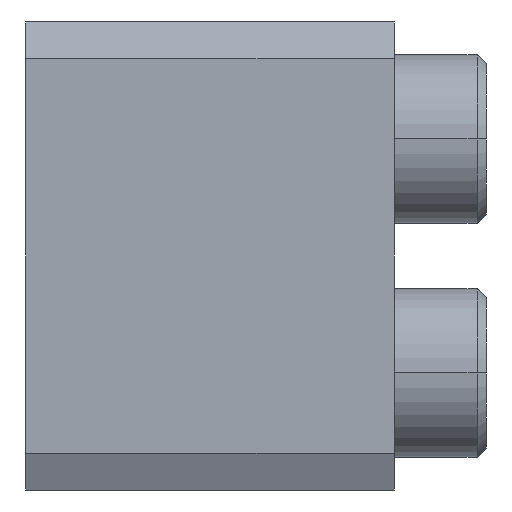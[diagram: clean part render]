
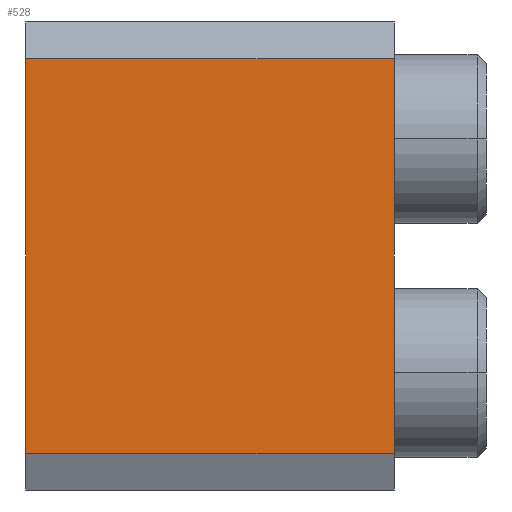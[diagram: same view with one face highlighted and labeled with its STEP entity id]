
A CAD part, left-side view. The second image highlights one B-rep face of the part: STEP entity #528.
In plain terms, the highlighted planar face has unit normal (-1, 0, 0).
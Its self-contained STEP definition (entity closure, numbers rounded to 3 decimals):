
#528=ADVANCED_FACE('',(#1064),#1065,.T.);
#1064=FACE_OUTER_BOUND('',#1605,.T.);
#1065=PLANE('',#1606);
#1605=EDGE_LOOP('',(#2983,#2984,#2985,#2986));
#1606=AXIS2_PLACEMENT_3D('',#2987,#2988,#2989);
#2983=ORIENTED_EDGE('',*,*,#3623,.T.);
#2984=ORIENTED_EDGE('',*,*,#3624,.F.);
#2985=ORIENTED_EDGE('',*,*,#3492,.F.);
#2986=ORIENTED_EDGE('',*,*,#3621,.T.);
#2987=CARTESIAN_POINT('',(-7.62,-4.0,0.));
#2988=DIRECTION('',(-1.0,0.,0.));
#2989=DIRECTION('',(0.,0.,1.0));
#3492=EDGE_CURVE('',#4228,#4230,#4231,.T.);
#3621=EDGE_CURVE('',#4228,#4412,#4414,.T.);
#3623=EDGE_CURVE('',#4412,#4416,#4417,.T.);
#3624=EDGE_CURVE('',#4230,#4416,#4418,.T.);
#4228=VERTEX_POINT('',#5165);
#4230=VERTEX_POINT('',#5168);
#4231=LINE('',#5169,#5170);
#4412=VERTEX_POINT('',#5441);
#4414=LINE('',#5444,#5445);
#4416=VERTEX_POINT('',#5447);
#4417=LINE('',#5448,#5449);
#4418=LINE('',#5450,#5451);
#5165=CARTESIAN_POINT('',(-7.62,-4.0,2.14));
#5168=CARTESIAN_POINT('',(-7.62,-4.0,-2.14));
#5169=CARTESIAN_POINT('',(-7.62,-4.0,2.14));
#5170=VECTOR('',#6032,1.0);
#5441=CARTESIAN_POINT('',(-7.62,0.0,2.14));
#5444=CARTESIAN_POINT('',(-7.62,-4.0,2.14));
#5445=VECTOR('',#6124,1.0);
#5447=CARTESIAN_POINT('',(-7.62,0.0,-2.14));
#5448=CARTESIAN_POINT('',(-7.62,0.0,2.14));
#5449=VECTOR('',#6125,1.0);
#5450=CARTESIAN_POINT('',(-7.62,-4.0,-2.14));
#5451=VECTOR('',#6126,1.0);
#6032=DIRECTION('',(0.,0.,-1.0));
#6124=DIRECTION('',(0.0,1.0,0.));
#6125=DIRECTION('',(0.,0.,-1.0));
#6126=DIRECTION('',(0.0,1.0,0.));
